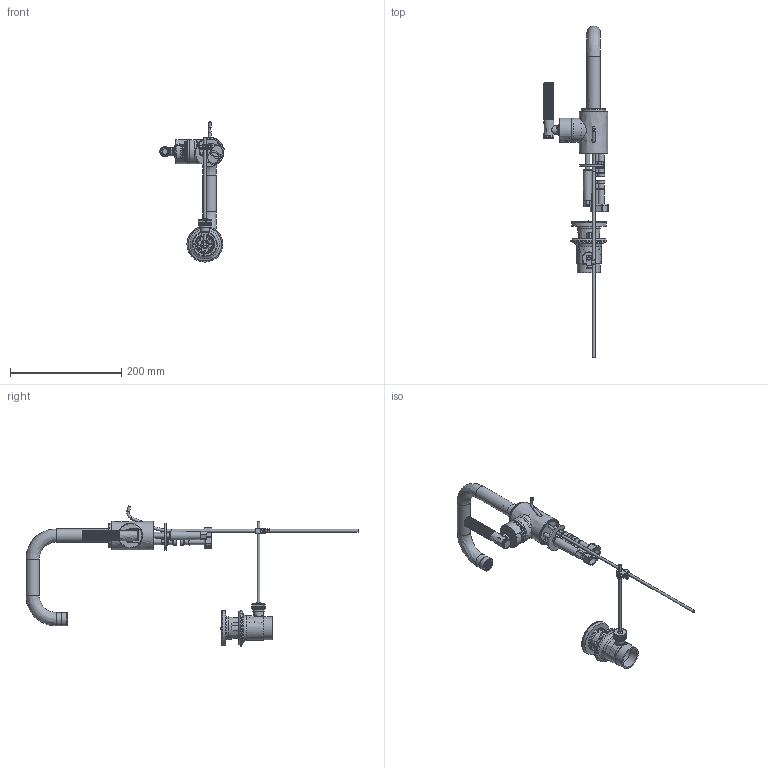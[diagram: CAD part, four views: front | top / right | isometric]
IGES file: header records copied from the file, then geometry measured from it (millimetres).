
Global section: file name: LANDMARK THINNER SPOUTS EXPORTV7K09SLL-RH; native system: Autodesk Inventor 2020; preprocessor: unknown; author: aduggalther; date: 20221125.120607; units: millimetre
Bounding box: 115.04 x 595.88 x 251.4 mm (x, y, z)
Volume: 375665.7 mm3; surface area: 239784.7 mm2
Topology: 62 solids, 63 shells, 3774 faces, 9964 edges, 6553 vertices
Faces by surface type: bspline 3774
